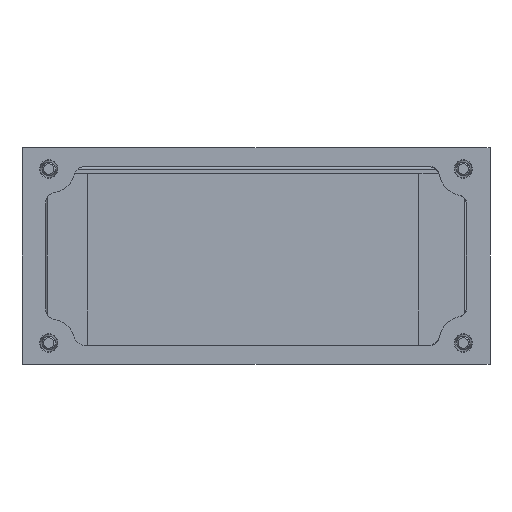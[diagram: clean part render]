
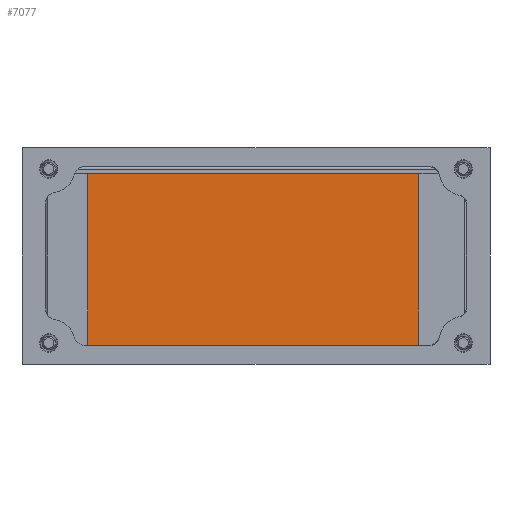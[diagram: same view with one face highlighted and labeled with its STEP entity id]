
A CAD part, front view. The second image highlights one B-rep face of the part: STEP entity #7077.
In plain terms, the highlighted planar face has unit normal (0, -1, 0).
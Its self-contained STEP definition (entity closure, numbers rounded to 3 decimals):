
#1465=ORIENTED_EDGE('',*,*,#2644,.F.);
#1466=ORIENTED_EDGE('',*,*,#2645,.F.);
#1467=ORIENTED_EDGE('',*,*,#2646,.T.);
#1468=ORIENTED_EDGE('',*,*,#2647,.F.);
#2644=EDGE_CURVE('',#3322,#3323,#3833,.T.);
#2645=EDGE_CURVE('',#3324,#3322,#3834,.T.);
#2646=EDGE_CURVE('',#3324,#3325,#3835,.T.);
#2647=EDGE_CURVE('',#3323,#3325,#3836,.T.);
#3322=VERTEX_POINT('',#10624);
#3323=VERTEX_POINT('',#10625);
#3324=VERTEX_POINT('',#10627);
#3325=VERTEX_POINT('',#10629);
#3833=LINE('',#10623,#4266);
#3834=LINE('',#10626,#4267);
#3835=LINE('',#10628,#4268);
#3836=LINE('',#10630,#4269);
#4266=VECTOR('',#8907,1000.);
#4267=VECTOR('',#8908,1000.);
#4268=VECTOR('',#8909,1000.);
#4269=VECTOR('',#8910,1000.);
#4707=EDGE_LOOP('',(#1465,#1466,#1467,#1468));
#5176=FACE_BOUND('',#4707,.T.);
#5477=PLANE('',#7628);
#7077=ADVANCED_FACE('',(#5176),#5477,.F.);
#7628=AXIS2_PLACEMENT_3D('',#10622,#8905,#8906);
#8905=DIRECTION('',(0.,1.,0.));
#8906=DIRECTION('',(0.,0.,1.));
#8907=DIRECTION('',(0.,0.,-1.));
#8908=DIRECTION('',(1.,0.,0.));
#8909=DIRECTION('',(0.,0.,-1.));
#8910=DIRECTION('',(-1.,0.,0.));
#10622=CARTESIAN_POINT('',(-45.91,0.,-12.151));
#10623=CARTESIAN_POINT('',(37.44,0.,20.5));
#10624=CARTESIAN_POINT('',(37.44,0.,19.));
#10625=CARTESIAN_POINT('',(37.44,0.,-20.5));
#10626=CARTESIAN_POINT('',(-45.91,0.,19.));
#10627=CARTESIAN_POINT('',(-38.7,0.,19.));
#10628=CARTESIAN_POINT('',(-38.7,0.,20.5));
#10629=CARTESIAN_POINT('',(-38.7,0.,-20.5));
#10630=CARTESIAN_POINT('',(39.71,0.,-20.5));
